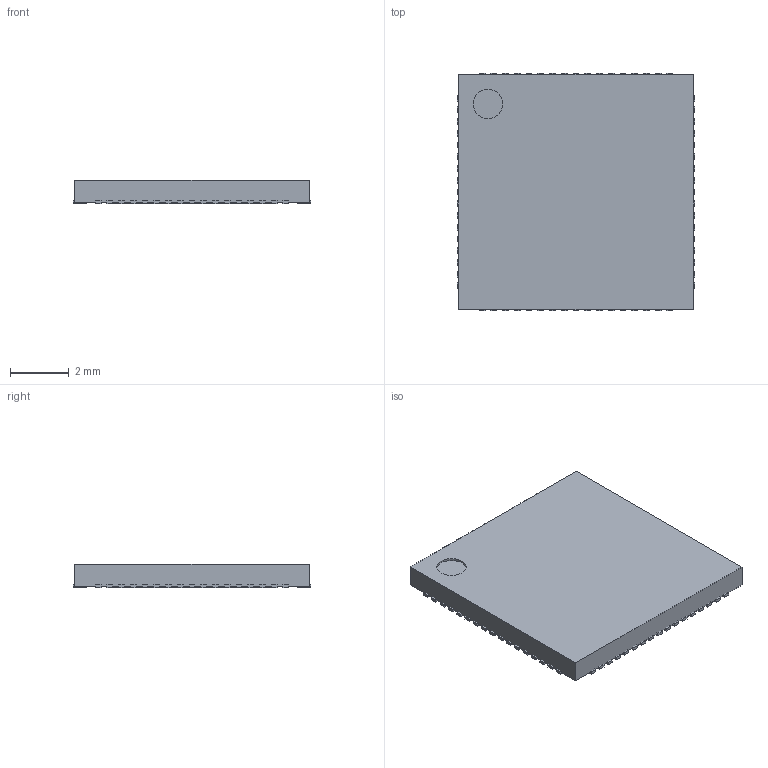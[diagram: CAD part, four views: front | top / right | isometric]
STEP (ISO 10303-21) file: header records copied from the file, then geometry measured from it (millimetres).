
FILE_DESCRIPTION(('FreeCAD Model'),'2;1');
FILE_NAME('11710352.1.1.stp','2020-04-23T09:21:01',( 'Author'),(''),'Open CASCADE STEP processor 6.9','FreeCAD','Unknown' );
FILE_SCHEMA(('AUTOMOTIVE_DESIGN { 1 0 10303 214 1 1 1 1 }'));
Length unit declared in the file: millimetre
Products named in the file (5): ASSEMBLY; Body; ThermalPin; PinsArrayLR; PinsArrayTB
Assembly tree (4 placements, depth 2):
  ASSEMBLY
    Body
    ThermalPin
    PinsArrayLR
    PinsArrayTB
Bounding box: 8.1 x 8.1 x 0.8 mm (x, y, z)
Volume: 51.5 mm3; surface area: 234.6 mm2
Topology: 70 solids, 70 shells, 422 faces, 843 edges, 562 vertices
Faces by surface type: plane 353, cylinder 69
Full cylindrical faces by diameter (mm): 1 x1
Entity records: 22568 total; most frequent: CARTESIAN_POINT 3926, DIRECTION 3453, LINE 2253, VECTOR 2253, ORIENTED_EDGE 1686, PCURVE 1686, DEFINITIONAL_REPRESENTATION 1686, EDGE_CURVE 843
